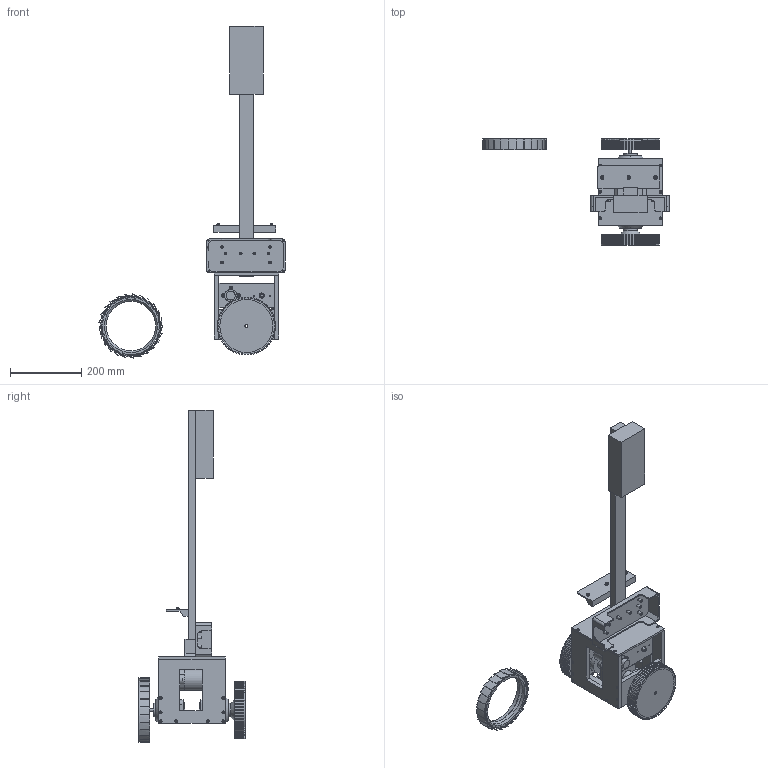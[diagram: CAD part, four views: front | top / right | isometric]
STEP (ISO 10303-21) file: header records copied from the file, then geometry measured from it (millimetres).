
FILE_DESCRIPTION(/* description */ (''),/* implementation_level */ '2;1');
FILE_NAME(/* name */ 'b202d2b2-1f31-4c9d-a30f-f30e2d222f9c.stp',/* time_stamp */ '2022-04-24T17:20:37+00:00',/* author */ (''),/* organization */ (''),/* preprocessor_version */ 'ST-DEVELOPER v18.1',/* originating_system */ 'Autodesk Translation Framework v10.14.0.1471',/* authorisation */ '');
FILE_SCHEMA (('AUTOMOTIVE_DESIGN { 1 0 10303 214 3 1 1 }'));
Length unit declared in the file: millimetre
Products named in the file (7): Roteped04; motor1; motor2; drive1; drive2; Odrive; electronics v1
Assembly tree (6 placements, depth 2):
  Roteped04
    motor1
    motor2
    drive1
    drive2
    Odrive
    electronics v1
Bounding box: 523.5 x 298.44 x 934.34 mm (x, y, z)
Volume: 5521678.3 mm3; surface area: 1097475.6 mm2
Topology: 35 solids, 35 shells, 1170 faces, 3058 edges, 2019 vertices
Faces by surface type: plane 652, cylinder 406, cone 62, bspline 50
Full cylindrical faces by diameter (mm): 2.8 x51, 3.1 x8, 3.8 x26, 4 x16, 4.5 x6, 6.2 x8, 8 x15, 8.3 x4, 10 x2, 10.5 x2, 15 x2, 17 x4, 22.5 x2, 25 x2, 29 x2, 29.7 x2, 30 x2, 34.7 x2, 34.704 x2, 35 x4, 37 x2, 37.982 x2, 39 x2, 42 x2, 42.5 x2, 43 x2, 47 x2, 47.3 x1, 61 x2, 67 x2
Entity records: 41398 total; most frequent: CARTESIAN_POINT 11622, ORIENTED_EDGE 6114, DIRECTION 6068, EDGE_CURVE 3057, AXIS2_PLACEMENT_3D 2045, VERTEX_POINT 2019, LINE 1978, VECTOR 1978
